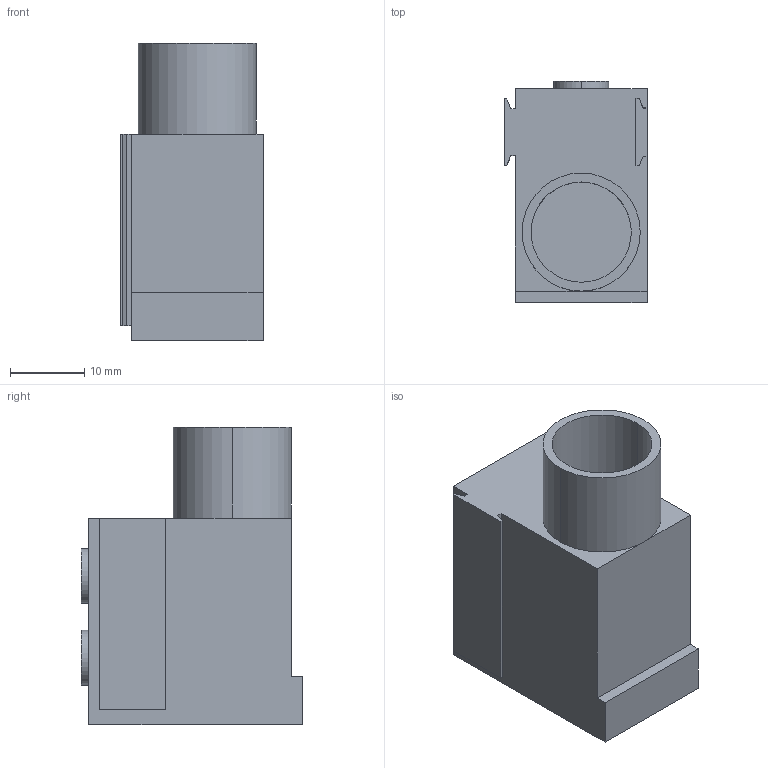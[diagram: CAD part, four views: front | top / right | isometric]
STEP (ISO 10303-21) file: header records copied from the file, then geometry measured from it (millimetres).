
FILE_DESCRIPTION (( 'STEP AP203' ), '1' );
FILE_NAME ('GMCB-BBM-BFT.step', '2024-07-23T19:27:45', ( '' ), ( '' ), 'SwSTEP 2.0', 'SolidWorks 2023', '' );
FILE_SCHEMA (( 'CONFIG_CONTROL_DESIGN' ));
Length unit declared in the file: inch
Products named in the file (1): GMCB-BBM-BFT
Bounding box: 19.15 x 29.8 x 40 mm (x, y, z)
Volume: 13814.3 mm3; surface area: 5449.3 mm2
Topology: 1 solids, 1 shells, 83 faces, 212 edges, 141 vertices
Faces by surface type: plane 71, cylinder 12
Entity records: 2541 total; most frequent: CARTESIAN_POINT 458, ORIENTED_EDGE 424, DIRECTION 384, EDGE_CURVE 212, LINE 166, VECTOR 166, VERTEX_POINT 141, AXIS2_PLACEMENT_3D 109
